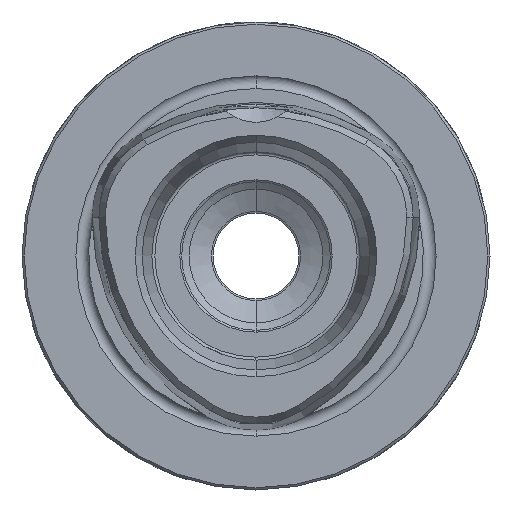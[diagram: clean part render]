
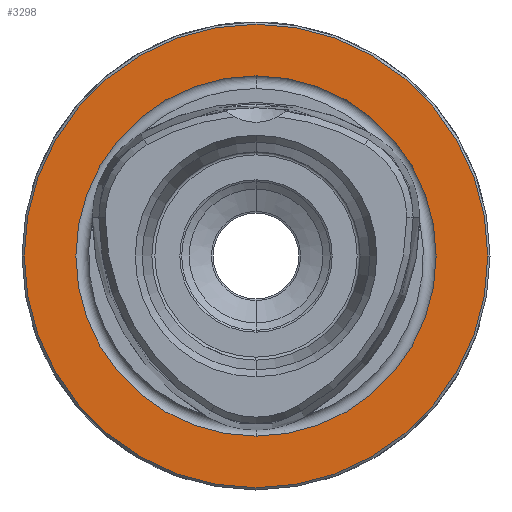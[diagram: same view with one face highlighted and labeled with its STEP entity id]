
A CAD part, front view. The second image highlights one B-rep face of the part: STEP entity #3298.
In plain terms, the highlighted planar face has unit normal (0, -1, 0).
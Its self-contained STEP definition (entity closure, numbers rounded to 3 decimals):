
#1371=CARTESIAN_POINT('',(0.,0.,
0.));
#1372=DIRECTION('',(0.,-1.,0.));
#1373=DIRECTION('',(1.,0.,0.));
#1374=AXIS2_PLACEMENT_3D('',#1371,#1372,#1373);
#1376=CARTESIAN_POINT('',(0.,0.,
0.));
#1377=DIRECTION('',(0.,-1.,0.));
#1378=DIRECTION('',(-1.,0.,0.));
#1379=AXIS2_PLACEMENT_3D('',#1376,#1377,#1378);
#1381=CARTESIAN_POINT('',(0.,0.,0.));
#1382=DIRECTION('',(0.,-1.,0.));
#1383=DIRECTION('',(0.,0.,-1.));
#1384=AXIS2_PLACEMENT_3D('',#1381,#1382,#1383);
#1386=CARTESIAN_POINT('',(0.,0.,0.));
#1387=DIRECTION('',(0.,-1.,0.));
#1388=DIRECTION('',(0.,0.,1.));
#1389=AXIS2_PLACEMENT_3D('',#1386,#1387,#1388);
#1822=CARTESIAN_POINT('',(31.2,0.,
0.));
#1823=CARTESIAN_POINT('',(-31.2,0.,0.));
#1824=VERTEX_POINT('',#1822);
#1825=VERTEX_POINT('',#1823);
#1830=CARTESIAN_POINT('',(0.,0.,-24.25));
#1831=CARTESIAN_POINT('',(0.,0.,24.25));
#1832=VERTEX_POINT('',#1830);
#1833=VERTEX_POINT('',#1831);
#3284=CARTESIAN_POINT('',(0.,0.,0.));
#3285=DIRECTION('',(0.,-1.,0.));
#3286=DIRECTION('',(-1.,0.,0.));
#3287=AXIS2_PLACEMENT_3D('',#3284,#3285,#3286);
#3288=PLANE('',#3287);
#3289=ORIENTED_EDGE('',*,*,#3274,.F.);
#3291=ORIENTED_EDGE('',*,*,#3290,.F.);
#3292=EDGE_LOOP('',(#3289,#3291));
#3293=FACE_OUTER_BOUND('',#3292,.F.);
#3294=ORIENTED_EDGE('',*,*,#2291,.T.);
#3295=ORIENTED_EDGE('',*,*,#2156,.T.);
#3296=EDGE_LOOP('',(#3294,#3295));
#3297=FACE_BOUND('',#3296,.F.);
#3298=ADVANCED_FACE('',(#3293,#3297),#3288,.T.);
#1375=CIRCLE('',#1374,31.2);
#1380=CIRCLE('',#1379,31.2);
#1385=CIRCLE('',#1384,24.25);
#1390=CIRCLE('',#1389,24.25);
#2156=EDGE_CURVE('',#1833,#1832,#1390,.T.);
#2291=EDGE_CURVE('',#1832,#1833,#1385,.T.);
#3274=EDGE_CURVE('',#1824,#1825,#1375,.T.);
#3290=EDGE_CURVE('',#1825,#1824,#1380,.T.);
